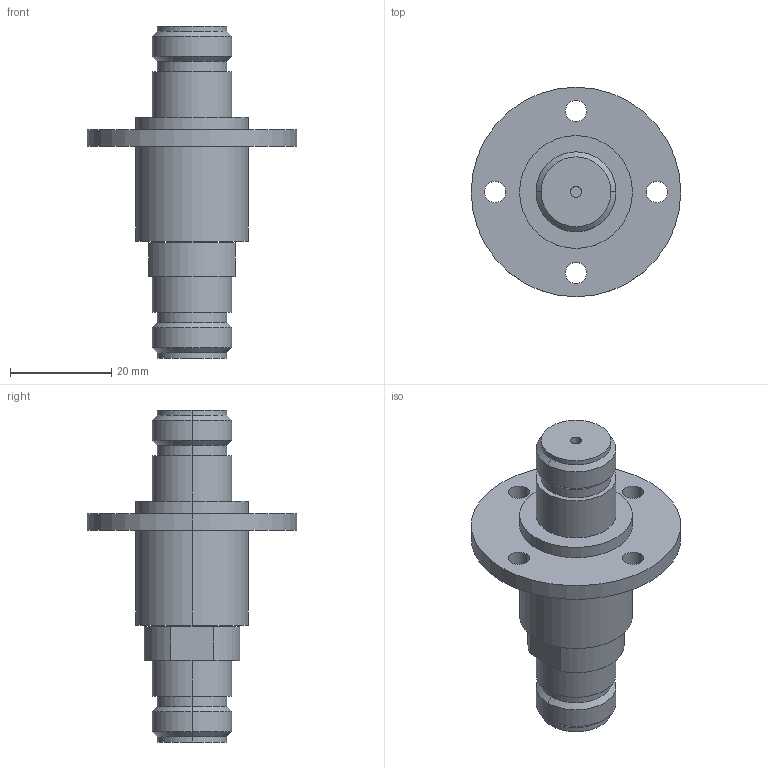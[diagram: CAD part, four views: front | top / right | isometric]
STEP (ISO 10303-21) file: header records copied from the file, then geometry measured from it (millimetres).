
FILE_DESCRIPTION (( 'STEP AP214' ), '1' );
FILE_NAME ('RHF100-N-15G.STEP', '2020-07-24T07:09:11', ( 'admin321' ), ( '' ), 'SwSTEP 2.0', 'SolidWorks 2014', '' );
FILE_SCHEMA (( 'AUTOMOTIVE_DESIGN' ));
Length unit declared in the file: millimetre
Products named in the file (1): RHF100-N-15G
Bounding box: 41.4 x 41.4 x 65.6 mm (x, y, z)
Volume: 20621.8 mm3; surface area: 7320 mm2
Topology: 1 solids, 1 shells, 60 faces, 128 edges, 80 vertices
Faces by surface type: cylinder 38, plane 14, cone 8
Entity records: 1690 total; most frequent: DIRECTION 326, CARTESIAN_POINT 269, ORIENTED_EDGE 256, AXIS2_PLACEMENT_3D 137, EDGE_CURVE 128, VERTEX_POINT 80, EDGE_LOOP 78, CIRCLE 76
